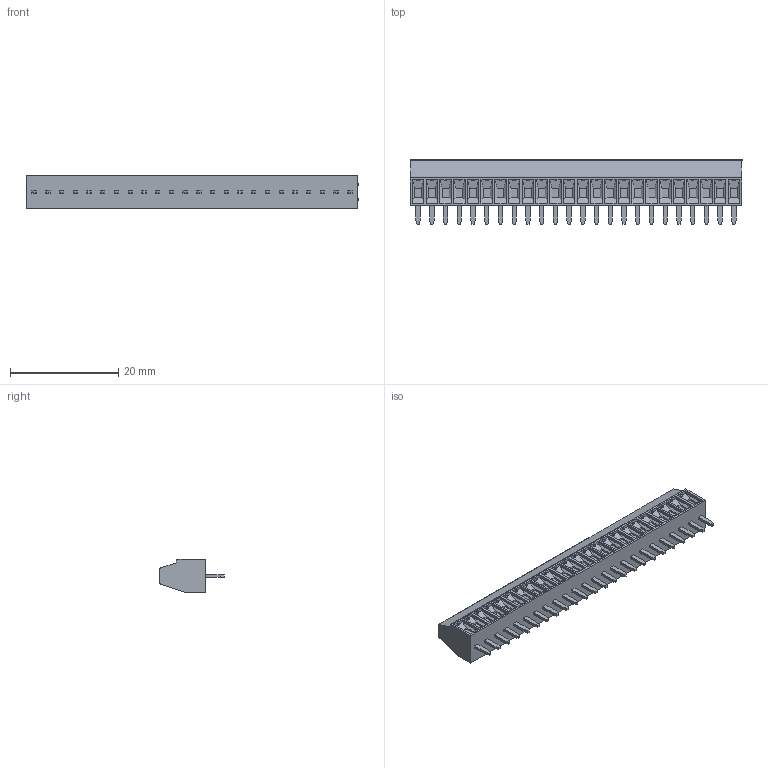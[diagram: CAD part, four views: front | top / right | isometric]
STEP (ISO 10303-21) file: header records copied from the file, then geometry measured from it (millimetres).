
FILE_DESCRIPTION( ('This file contains a STEP AP42 implementation' ,'as created by ZW3D STEP Interface translator.') ,'2;1' );
FILE_NAME( 'WJEK254-2.54-24P-00A.stp' ,'2310 9.11 318', (''), ('ZWCAD Software Co.'), 'Version 1.0', 'ZW3D to STEP translator', '' );
FILE_SCHEMA(('AUTOMOTIVE_DESIGN { 1 0 10303 214 1 1 1 1 }'));
Length unit declared in the file: millimetre
Products named in the file (2): 0; wjek254-254-14p
Bounding box: 61.42 x 12 x 6.2 mm (x, y, z)
Volume: 2490.6 mm3; surface area: 2792.7 mm2
Topology: 1 solids, 1 shells, 1332 faces, 3198 edges, 1940 vertices
Faces by surface type: plane 753, cylinder 291, cone 144, torus 96, sphere 48
Entity records: 39625 total; most frequent: CARTESIAN_POINT 7095, DIRECTION 6662, ORIENTED_EDGE 6300, EDGE_CURVE 3150, AXIS2_PLACEMENT_3D 2275, VECTOR 2112, LINE 2112, VERTEX_POINT 1940
